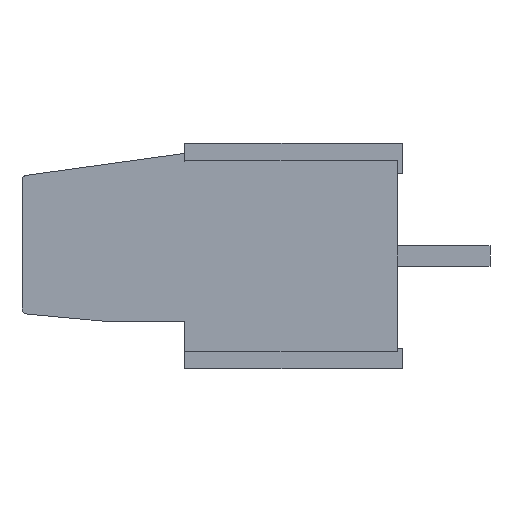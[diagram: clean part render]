
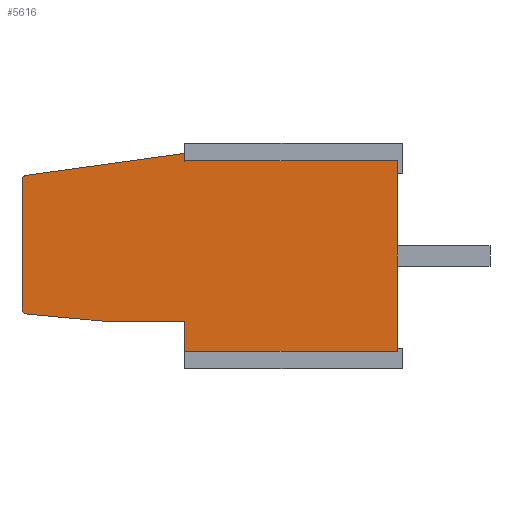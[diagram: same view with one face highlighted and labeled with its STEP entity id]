
A CAD part, left-side view. The second image highlights one B-rep face of the part: STEP entity #5616.
In plain terms, the highlighted planar face has unit normal (-1, 0, 0).
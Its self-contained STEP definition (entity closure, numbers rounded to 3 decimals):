
#73=DIRECTION('',(0.,1.,0.));
#74=VECTOR('',#73,8.5);
#75=CARTESIAN_POINT('',(-15.24,0.2,-8.3));
#76=LINE('',#75,#74);
#81=DIRECTION('',(0.,0.,1.));
#82=VECTOR('',#81,1.2);
#83=CARTESIAN_POINT('',(-15.24,8.7,-8.3));
#84=LINE('',#83,#82);
#88=DIRECTION('',(0.,1.,0.));
#89=VECTOR('',#88,3.3);
#90=CARTESIAN_POINT('',(-15.24,8.7,-7.1));
#91=LINE('',#90,#89);
#95=DIRECTION('',(0.,0.996,0.093));
#96=VECTOR('',#95,3.032);
#97=CARTESIAN_POINT('',(-15.24,12.,-7.1));
#98=LINE('',#97,#96);
#102=DIRECTION('',(0.,0.,1.));
#103=VECTOR('',#102,5.144);
#104=CARTESIAN_POINT('',(-15.24,15.2,-6.618));
#105=LINE('',#104,#103);
#109=DIRECTION('',(0.,-0.991,0.137));
#110=VECTOR('',#109,6.388);
#111=CARTESIAN_POINT('',(-15.24,15.027,-1.276));
#112=LINE('',#111,#110);
#116=DIRECTION('',(0.,0.,-1.));
#117=VECTOR('',#116,0.3);
#118=CARTESIAN_POINT('',(-15.24,8.7,-0.4));
#119=LINE('',#118,#117);
#123=DIRECTION('',(0.,1.,0.));
#124=VECTOR('',#123,8.5);
#125=CARTESIAN_POINT('',(-15.24,0.2,-0.7));
#126=LINE('',#125,#124);
#417=DIRECTION('',(0.,0.,1.));
#418=VECTOR('',#417,7.6);
#419=CARTESIAN_POINT('',(-15.24,0.2,-8.3));
#420=LINE('',#419,#418);
#2714=CARTESIAN_POINT('',(-15.24,15.,-6.618));
#2715=DIRECTION('',(-1.,0.,0.));
#2716=DIRECTION('',(0.,1.,0.));
#2717=AXIS2_PLACEMENT_3D('',#2714,#2715,#2716);
#2840=CARTESIAN_POINT('',(-15.24,15.,-1.474));
#2841=DIRECTION('',(-1.,0.,0.));
#2842=DIRECTION('',(0.,0.137,0.991));
#2843=AXIS2_PLACEMENT_3D('',#2840,#2841,#2842);
#4782=CARTESIAN_POINT('',(-15.24,15.019,-6.817));
#4784=VERTEX_POINT('',#4782);
#4787=CARTESIAN_POINT('',(-15.24,15.2,-6.618));
#4788=VERTEX_POINT('',#4787);
#4790=CARTESIAN_POINT('',(-15.24,15.2,-1.474));
#4792=VERTEX_POINT('',#4790);
#4795=CARTESIAN_POINT('',(-15.24,15.027,-1.276));
#4796=VERTEX_POINT('',#4795);
#4797=CARTESIAN_POINT('',(-15.24,12.,-7.1));
#4798=VERTEX_POINT('',#4797);
#4879=CARTESIAN_POINT('',(-15.24,8.7,-7.1));
#4880=VERTEX_POINT('',#4879);
#4891=CARTESIAN_POINT('',(-15.24,8.7,-0.4));
#4892=CARTESIAN_POINT('',(-15.24,8.7,-0.7));
#4893=VERTEX_POINT('',#4891);
#4894=VERTEX_POINT('',#4892);
#4897=CARTESIAN_POINT('',(-15.24,8.7,-8.3));
#4898=VERTEX_POINT('',#4897);
#4949=CARTESIAN_POINT('',(-15.24,0.2,-8.3));
#4950=VERTEX_POINT('',#4949);
#4951=CARTESIAN_POINT('',(-15.24,0.2,-0.7));
#4952=VERTEX_POINT('',#4951);
#5587=CARTESIAN_POINT('',(-15.24,0.,0.));
#5588=DIRECTION('',(1.,0.,0.));
#5589=DIRECTION('',(0.,0.,-1.));
#5590=AXIS2_PLACEMENT_3D('',#5587,#5588,#5589);
#5591=PLANE('',#5590);
#5593=ORIENTED_EDGE('',*,*,#5592,.F.);
#5595=ORIENTED_EDGE('',*,*,#5594,.T.);
#5597=ORIENTED_EDGE('',*,*,#5596,.T.);
#5599=ORIENTED_EDGE('',*,*,#5598,.T.);
#5601=ORIENTED_EDGE('',*,*,#5600,.T.);
#5603=ORIENTED_EDGE('',*,*,#5602,.F.);
#5605=ORIENTED_EDGE('',*,*,#5604,.T.);
#5607=ORIENTED_EDGE('',*,*,#5606,.F.);
#5609=ORIENTED_EDGE('',*,*,#5608,.T.);
#5611=ORIENTED_EDGE('',*,*,#5610,.T.);
#5613=ORIENTED_EDGE('',*,*,#5612,.F.);
#5614=EDGE_LOOP('',(#5593,#5595,#5597,#5599,#5601,#5603,#5605,#5607,#5609,#5611,
#5613));
#5615=FACE_OUTER_BOUND('',#5614,.F.);
#5616=ADVANCED_FACE('',(#5615),#5591,.F.);
#2718=CIRCLE('',#2717,0.2);
#2844=CIRCLE('',#2843,0.2);
#5592=EDGE_CURVE('',#4950,#4952,#420,.T.);
#5594=EDGE_CURVE('',#4950,#4898,#76,.T.);
#5596=EDGE_CURVE('',#4898,#4880,#84,.T.);
#5598=EDGE_CURVE('',#4880,#4798,#91,.T.);
#5600=EDGE_CURVE('',#4798,#4784,#98,.T.);
#5602=EDGE_CURVE('',#4788,#4784,#2718,.T.);
#5604=EDGE_CURVE('',#4788,#4792,#105,.T.);
#5606=EDGE_CURVE('',#4796,#4792,#2844,.T.);
#5608=EDGE_CURVE('',#4796,#4893,#112,.T.);
#5610=EDGE_CURVE('',#4893,#4894,#119,.T.);
#5612=EDGE_CURVE('',#4952,#4894,#126,.T.);
